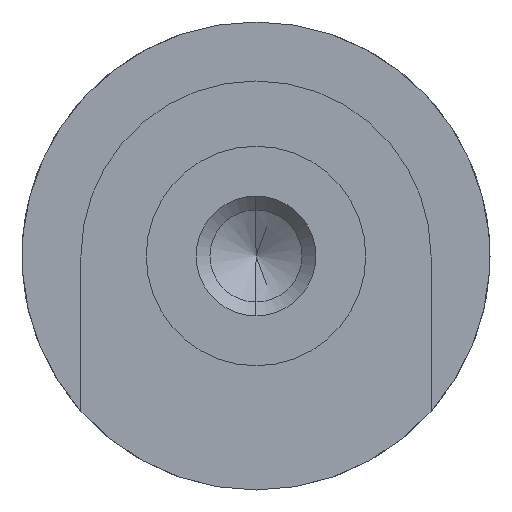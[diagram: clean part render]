
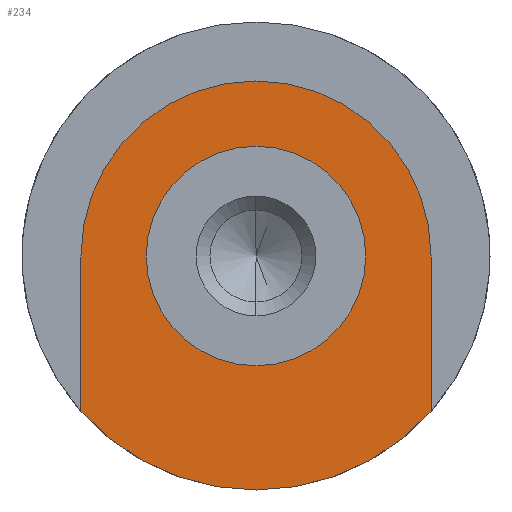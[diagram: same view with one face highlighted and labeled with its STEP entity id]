
A CAD part, left-side view. The second image highlights one B-rep face of the part: STEP entity #234.
In plain terms, the highlighted planar face has unit normal (-1, 0, 0).
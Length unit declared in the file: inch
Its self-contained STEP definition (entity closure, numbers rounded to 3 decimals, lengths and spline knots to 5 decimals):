
#4 = DIRECTION ( 'NONE',  ( 1., 0., 0. ) ) ;
#46 = ORIENTED_EDGE ( 'NONE', *, *, #825, .F. ) ;
#57 = ORIENTED_EDGE ( 'NONE', *, *, #684, .F. ) ;
#60 = ORIENTED_EDGE ( 'NONE', *, *, #870, .T. ) ;
#61 = DIRECTION ( 'NONE',  ( -1., 0., 0. ) ) ;
#65 = DIRECTION ( 'NONE',  ( -1., 0., 0. ) ) ;
#112 = ORIENTED_EDGE ( 'NONE', *, *, #888, .T. ) ;
#125 = CIRCLE ( 'NONE', #259, 0.5 ) ;
#127 = DIRECTION ( 'NONE',  ( 0., 0., 1. ) ) ;
#153 = VECTOR ( 'NONE', #898, 39.37008 ) ;
#165 = FACE_BOUND ( 'NONE', #204, .T. ) ;
#193 = VECTOR ( 'NONE', #309, 39.37008 ) ;
#204 = EDGE_LOOP ( 'NONE', ( #369, #57 ) ) ;
#211 = VERTEX_POINT ( 'NONE', #794 ) ;
#216 = CARTESIAN_POINT ( 'NONE',  ( 0., 0., 0. ) ) ;
#231 = CARTESIAN_POINT ( 'NONE',  ( 0., -0.374, -0.33185 ) ) ;
#234 = ADVANCED_FACE ( 'NONE', ( #165, #403 ), #423, .F. ) ;
#237 = AXIS2_PLACEMENT_3D ( 'NONE', #482, #4, #323 ) ;
#259 = AXIS2_PLACEMENT_3D ( 'NONE', #216, #61, #465 ) ;
#261 = VERTEX_POINT ( 'NONE', #949 ) ;
#262 = VERTEX_POINT ( 'NONE', #722 ) ;
#284 = DIRECTION ( 'NONE',  ( -1., 0., 0. ) ) ;
#285 = VERTEX_POINT ( 'NONE', #558 ) ;
#289 = DIRECTION ( 'NONE',  ( 0., -1., 0. ) ) ;
#309 = DIRECTION ( 'NONE',  ( 0., 0., -1. ) ) ;
#322 = EDGE_CURVE ( 'NONE', #261, #262, #647, .T. ) ;
#323 = DIRECTION ( 'NONE',  ( 0., 0., -1. ) ) ;
#331 = DIRECTION ( 'NONE',  ( -1., 0., 0. ) ) ;
#369 = ORIENTED_EDGE ( 'NONE', *, *, #414, .F. ) ;
#403 = FACE_OUTER_BOUND ( 'NONE', #424, .T. ) ;
#414 = EDGE_CURVE ( 'NONE', #469, #285, #604, .T. ) ;
#423 = PLANE ( 'NONE',  #237 ) ;
#424 = EDGE_LOOP ( 'NONE', ( #895, #112, #60, #46, #1008 ) ) ;
#428 = EDGE_CURVE ( 'NONE', #262, #573, #903, .T. ) ;
#465 = DIRECTION ( 'NONE',  ( 0., 0., 1. ) ) ;
#469 = VERTEX_POINT ( 'NONE', #846 ) ;
#473 = AXIS2_PLACEMENT_3D ( 'NONE', #970, #284, #289 ) ;
#482 = CARTESIAN_POINT ( 'NONE',  ( 0., 0.5, 0. ) ) ;
#558 = CARTESIAN_POINT ( 'NONE',  ( 0., -0.2345, 0. ) ) ;
#573 = VERTEX_POINT ( 'NONE', #941 ) ;
#592 = CIRCLE ( 'NONE', #984, 0.5 ) ;
#603 = DIRECTION ( 'NONE',  ( -1., 0., 0. ) ) ;
#604 = CIRCLE ( 'NONE', #473, 0.2345 ) ;
#647 = CIRCLE ( 'NONE', #960, 0.374 ) ;
#673 = DIRECTION ( 'NONE',  ( 0., -1., 0. ) ) ;
#684 = EDGE_CURVE ( 'NONE', #285, #469, #774, .T. ) ;
#688 = LINE ( 'NONE', #845, #193 ) ;
#717 = CARTESIAN_POINT ( 'NONE',  ( 0., 0., 0. ) ) ;
#722 = CARTESIAN_POINT ( 'NONE',  ( 0., 0.374, 0. ) ) ;
#749 = CARTESIAN_POINT ( 'NONE',  ( 0., 0.374, 0. ) ) ;
#774 = CIRCLE ( 'NONE', #916, 0.2345 ) ;
#777 = CARTESIAN_POINT ( 'NONE',  ( 0., 0., 0. ) ) ;
#794 = CARTESIAN_POINT ( 'NONE',  ( 0., 0., -0.5 ) ) ;
#825 = EDGE_CURVE ( 'NONE', #261, #1013, #688, .T. ) ;
#845 = CARTESIAN_POINT ( 'NONE',  ( 0., -0.374, 0. ) ) ;
#846 = CARTESIAN_POINT ( 'NONE',  ( 0., 0.2345, 0. ) ) ;
#870 = EDGE_CURVE ( 'NONE', #211, #1013, #592, .T. ) ;
#888 = EDGE_CURVE ( 'NONE', #573, #211, #125, .T. ) ;
#895 = ORIENTED_EDGE ( 'NONE', *, *, #428, .T. ) ;
#898 = DIRECTION ( 'NONE',  ( 0., 0., -1. ) ) ;
#903 = LINE ( 'NONE', #749, #153 ) ;
#916 = AXIS2_PLACEMENT_3D ( 'NONE', #717, #331, #952 ) ;
#941 = CARTESIAN_POINT ( 'NONE',  ( 0., 0.374, -0.33185 ) ) ;
#949 = CARTESIAN_POINT ( 'NONE',  ( 0., -0.374, 0. ) ) ;
#952 = DIRECTION ( 'NONE',  ( 0., -1., 0. ) ) ;
#960 = AXIS2_PLACEMENT_3D ( 'NONE', #981, #603, #673 ) ;
#970 = CARTESIAN_POINT ( 'NONE',  ( 0., 0., 0. ) ) ;
#981 = CARTESIAN_POINT ( 'NONE',  ( 0., 0., 0. ) ) ;
#984 = AXIS2_PLACEMENT_3D ( 'NONE', #777, #65, #127 ) ;
#1008 = ORIENTED_EDGE ( 'NONE', *, *, #322, .T. ) ;
#1013 = VERTEX_POINT ( 'NONE', #231 ) ;
